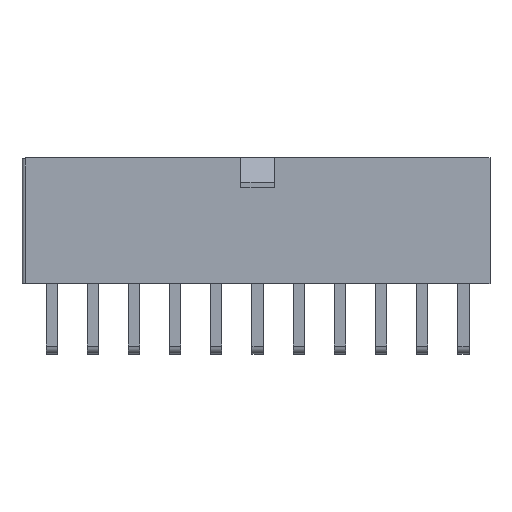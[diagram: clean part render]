
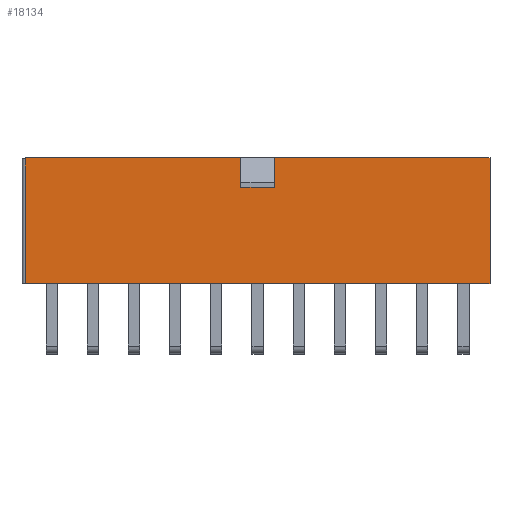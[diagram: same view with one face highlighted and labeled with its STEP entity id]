
A CAD part, top view. The second image highlights one B-rep face of the part: STEP entity #18134.
In plain terms, the highlighted planar face has unit normal (0, 0, 1).
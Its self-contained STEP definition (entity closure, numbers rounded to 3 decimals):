
#2697=ORIENTED_EDGE('',*,*,#5168,.T.);
#2698=ORIENTED_EDGE('',*,*,#5169,.T.);
#2699=ORIENTED_EDGE('',*,*,#4960,.F.);
#2700=ORIENTED_EDGE('',*,*,#5170,.T.);
#2701=ORIENTED_EDGE('',*,*,#5171,.T.);
#2702=ORIENTED_EDGE('',*,*,#5172,.F.);
#2703=ORIENTED_EDGE('',*,*,#4962,.F.);
#2704=ORIENTED_EDGE('',*,*,#5173,.F.);
#4960=EDGE_CURVE('',#6393,#6394,#7899,.T.);
#4962=EDGE_CURVE('',#6395,#6392,#7901,.T.);
#5168=EDGE_CURVE('',#6524,#6525,#8107,.T.);
#5169=EDGE_CURVE('',#6525,#6394,#8108,.T.);
#5170=EDGE_CURVE('',#6393,#6526,#8109,.T.);
#5171=EDGE_CURVE('',#6526,#6527,#8110,.T.);
#5172=EDGE_CURVE('',#6392,#6527,#8111,.T.);
#5173=EDGE_CURVE('',#6524,#6395,#8112,.T.);
#6392=VERTEX_POINT('',#24863);
#6393=VERTEX_POINT('',#24866);
#6394=VERTEX_POINT('',#24868);
#6395=VERTEX_POINT('',#24870);
#6524=VERTEX_POINT('',#25271);
#6525=VERTEX_POINT('',#25272);
#6526=VERTEX_POINT('',#25275);
#6527=VERTEX_POINT('',#25277);
#7899=LINE('',#24867,#9684);
#7901=LINE('',#24871,#9686);
#8107=LINE('',#25270,#9892);
#8108=LINE('',#25273,#9893);
#8109=LINE('',#25274,#9894);
#8110=LINE('',#25276,#9895);
#8111=LINE('',#25278,#9896);
#8112=LINE('',#25279,#9897);
#9684=VECTOR('',#21220,1000.);
#9686=VECTOR('',#21222,1000.);
#9892=VECTOR('',#21558,1000.);
#9893=VECTOR('',#21559,1000.);
#9894=VECTOR('',#21560,1000.);
#9895=VECTOR('',#21561,1000.);
#9896=VECTOR('',#21562,1000.);
#9897=VECTOR('',#21563,1000.);
#10885=EDGE_LOOP('',(#2697,#2698,#2699,#2700,#2701,#2702,#2703,#2704));
#11718=FACE_BOUND('',#10885,.T.);
#12436=PLANE('',#18899);
#18134=ADVANCED_FACE('',(#11718),#12436,.T.);
#18899=AXIS2_PLACEMENT_3D('',#25269,#21556,#21557);
#21220=DIRECTION('',(-1.,0.,0.));
#21222=DIRECTION('',(-1.,0.,0.));
#21556=DIRECTION('',(0.,0.,1.));
#21557=DIRECTION('',(1.,0.,0.));
#21558=DIRECTION('',(1.,0.,0.));
#21559=DIRECTION('',(0.,-1.,0.));
#21560=DIRECTION('',(0.,1.,0.));
#21561=DIRECTION('',(-1.,0.,0.));
#21562=DIRECTION('',(0.,1.,0.));
#21563=DIRECTION('',(0.,-1.,0.));
#24863=CARTESIAN_POINT('',(-23.7,-6.4,4.8));
#24866=CARTESIAN_POINT('',(23.7,-6.4,4.8));
#24867=CARTESIAN_POINT('',(23.7,-6.4,4.8));
#24868=CARTESIAN_POINT('',(1.7,-6.4,4.8));
#24870=CARTESIAN_POINT('',(-1.7,-6.4,4.8));
#24871=CARTESIAN_POINT('',(23.7,-6.4,4.8));
#25269=CARTESIAN_POINT('',(23.7,-6.4,4.8));
#25270=CARTESIAN_POINT('',(-1.7,-3.4,4.8));
#25271=CARTESIAN_POINT('',(-1.7,-3.4,4.8));
#25272=CARTESIAN_POINT('',(1.7,-3.4,4.8));
#25273=CARTESIAN_POINT('',(1.7,-3.4,4.8));
#25274=CARTESIAN_POINT('',(23.7,-6.4,4.8));
#25275=CARTESIAN_POINT('',(23.7,6.4,4.8));
#25276=CARTESIAN_POINT('',(23.7,6.4,4.8));
#25277=CARTESIAN_POINT('',(-23.7,6.4,4.8));
#25278=CARTESIAN_POINT('',(-23.7,-6.4,4.8));
#25279=CARTESIAN_POINT('',(-1.7,-3.4,4.8));
